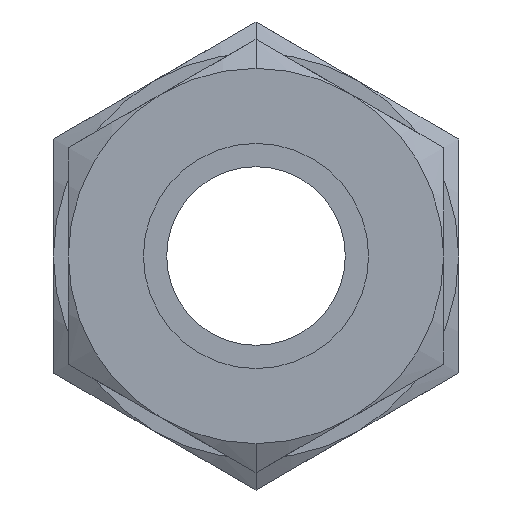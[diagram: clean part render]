
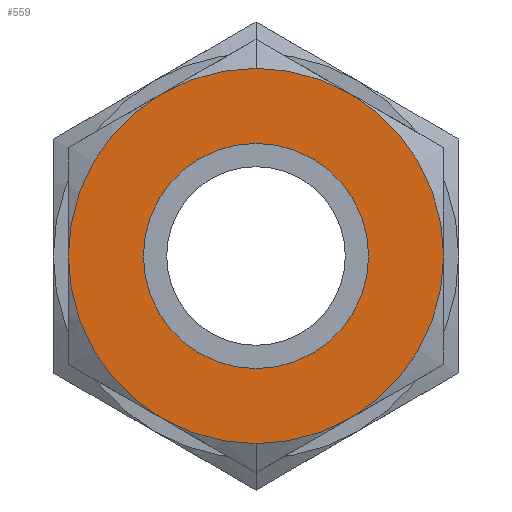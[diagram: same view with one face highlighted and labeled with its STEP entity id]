
A CAD part, left-side view. The second image highlights one B-rep face of the part: STEP entity #559.
In plain terms, the highlighted planar face has unit normal (-1, 0, 0).
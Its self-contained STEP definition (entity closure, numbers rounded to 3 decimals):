
#355 = CARTESIAN_POINT ( 'NONE',  ( 0., 0., 0. ) ) ;
#368 = DIRECTION ( 'NONE',  ( 1., 0., 0. ) ) ;
#398 = AXIS2_PLACEMENT_3D ( 'NONE', #1065, #368, #3919 ) ;
#559 = ADVANCED_FACE ( 'NONE', ( #4964, #5653 ), #8658, .T. ) ;
#630 = EDGE_CURVE ( 'NONE', #5948, #9379, #2017, .T. ) ;
#672 = EDGE_LOOP ( 'NONE', ( #4482, #1301 ) ) ;
#907 = AXIS2_PLACEMENT_3D ( 'NONE', #3208, #3123, #3069 ) ;
#1065 = CARTESIAN_POINT ( 'NONE',  ( 0., 0., 0. ) ) ;
#1276 = DIRECTION ( 'NONE',  ( 0., 0., 1. ) ) ;
#1301 = ORIENTED_EDGE ( 'NONE', *, *, #630, .T. ) ;
#1580 = CARTESIAN_POINT ( 'NONE',  ( 0., 0., 12.5 ) ) ;
#1798 = VERTEX_POINT ( 'NONE', #5172 ) ;
#1802 = CARTESIAN_POINT ( 'NONE',  ( 0., 0., 0. ) ) ;
#1852 = DIRECTION ( 'NONE',  ( 0., 0., 1. ) ) ;
#1961 = CARTESIAN_POINT ( 'NONE',  ( 0., 0., 7.5 ) ) ;
#2017 = CIRCLE ( 'NONE', #3276, 7.5 ) ;
#2840 = VERTEX_POINT ( 'NONE', #1580 ) ;
#3069 = DIRECTION ( 'NONE',  ( 0., 0., -1. ) ) ;
#3123 = DIRECTION ( 'NONE',  ( 1., 0., 0. ) ) ;
#3208 = CARTESIAN_POINT ( 'NONE',  ( 0., 0., 0. ) ) ;
#3276 = AXIS2_PLACEMENT_3D ( 'NONE', #1802, #6960, #1852 ) ;
#3280 = EDGE_CURVE ( 'NONE', #2840, #1798, #5588, .T. ) ;
#3368 = DIRECTION ( 'NONE',  ( 0., 0., -1. ) ) ;
#3478 = ORIENTED_EDGE ( 'NONE', *, *, #4546, .F. ) ;
#3919 = DIRECTION ( 'NONE',  ( 0., 0., 1. ) ) ;
#4045 = EDGE_CURVE ( 'NONE', #9379, #5948, #9733, .T. ) ;
#4233 = DIRECTION ( 'NONE',  ( -1., 0., 0. ) ) ;
#4423 = CARTESIAN_POINT ( 'NONE',  ( 0., 0., -7.5 ) ) ;
#4482 = ORIENTED_EDGE ( 'NONE', *, *, #4045, .T. ) ;
#4546 = EDGE_CURVE ( 'NONE', #1798, #2840, #5158, .T. ) ;
#4964 = FACE_BOUND ( 'NONE', #672, .T. ) ;
#5158 = CIRCLE ( 'NONE', #907, 12.5 ) ;
#5172 = CARTESIAN_POINT ( 'NONE',  ( 0., 0., -12.5 ) ) ;
#5588 = CIRCLE ( 'NONE', #398, 12.5 ) ;
#5653 = FACE_OUTER_BOUND ( 'NONE', #9761, .T. ) ;
#5747 = CARTESIAN_POINT ( 'NONE',  ( 0., 0., 6.25 ) ) ;
#5948 = VERTEX_POINT ( 'NONE', #1961 ) ;
#6243 = AXIS2_PLACEMENT_3D ( 'NONE', #355, #7196, #3368 ) ;
#6960 = DIRECTION ( 'NONE',  ( 1., 0., 0. ) ) ;
#7196 = DIRECTION ( 'NONE',  ( 1., 0., 0. ) ) ;
#8231 = AXIS2_PLACEMENT_3D ( 'NONE', #5747, #4233, #1276 ) ;
#8658 = PLANE ( 'NONE',  #8231 ) ;
#9379 = VERTEX_POINT ( 'NONE', #4423 ) ;
#9583 = ORIENTED_EDGE ( 'NONE', *, *, #3280, .F. ) ;
#9733 = CIRCLE ( 'NONE', #6243, 7.5 ) ;
#9761 = EDGE_LOOP ( 'NONE', ( #9583, #3478 ) ) ;
